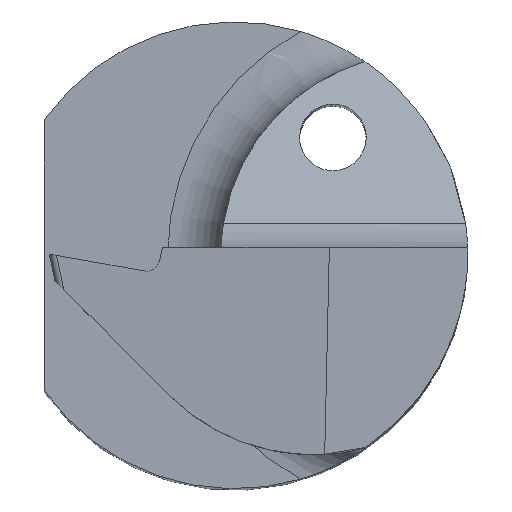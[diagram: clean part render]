
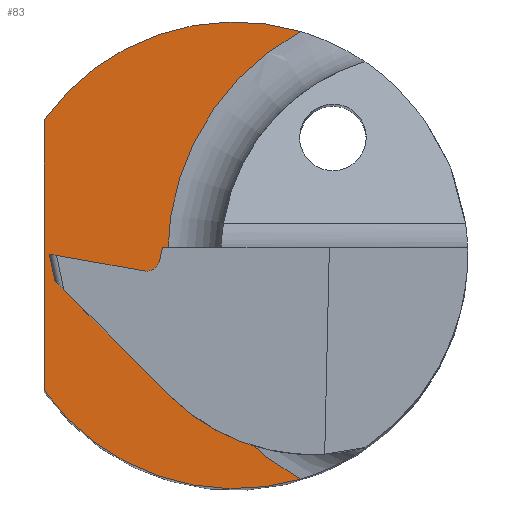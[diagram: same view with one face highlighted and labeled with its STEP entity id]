
A CAD part, top view. The second image highlights one B-rep face of the part: STEP entity #83.
In plain terms, the highlighted planar face has unit normal (0, 0, 1).
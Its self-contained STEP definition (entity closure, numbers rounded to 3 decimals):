
#44 = AXIS2_PLACEMENT_3D ( 'NONE', #320, #177, #368 ) ;
#61 = CIRCLE ( 'NONE', #250, 3.5 ) ;
#83 = ADVANCED_FACE ( 'NONE', ( #704 ), #338, .T. ) ;
#88 = AXIS2_PLACEMENT_3D ( 'NONE', #324, #406, #123 ) ;
#123 = DIRECTION ( 'NONE',  ( -1., 0., 0. ) ) ;
#177 = DIRECTION ( 'NONE',  ( 0., 0., -1. ) ) ;
#179 = CIRCLE ( 'NONE', #835, 3.827 ) ;
#199 = DIRECTION ( 'NONE',  ( -1., 0., 0. ) ) ;
#214 = LINE ( 'NONE', #668, #739 ) ;
#215 = CARTESIAN_POINT ( 'NONE',  ( 2.827, 0., 15. ) ) ;
#230 = CIRCLE ( 'NONE', #44, 3.5 ) ;
#245 = AXIS2_PLACEMENT_3D ( 'NONE', #783, #407, #199 ) ;
#250 = AXIS2_PLACEMENT_3D ( 'NONE', #667, #587, #968 ) ;
#281 = DIRECTION ( 'NONE',  ( -1., 0., 0. ) ) ;
#320 = CARTESIAN_POINT ( 'NONE',  ( 0., 0., 15. ) ) ;
#324 = CARTESIAN_POINT ( 'NONE',  ( 2.827, 0., 15. ) ) ;
#338 = PLANE ( 'NONE',  #245 ) ;
#368 = DIRECTION ( 'NONE',  ( -1., 0., 0. ) ) ;
#373 = VERTEX_POINT ( 'NONE', #381 ) ;
#381 = CARTESIAN_POINT ( 'NONE',  ( -2.85, -2.032, 15. ) ) ;
#406 = DIRECTION ( 'NONE',  ( 0., 0., 1. ) ) ;
#407 = DIRECTION ( 'NONE',  ( 0., 0., 1. ) ) ;
#414 = CARTESIAN_POINT ( 'NONE',  ( 0.99, -3.357, 15. ) ) ;
#432 = EDGE_CURVE ( 'NONE', #623, #373, #230, .T. ) ;
#451 = ORIENTED_EDGE ( 'NONE', *, *, #432, .F. ) ;
#457 = EDGE_CURVE ( 'NONE', #925, #937, #708, .T. ) ;
#484 = CARTESIAN_POINT ( 'NONE',  ( -2.85, 2.032, 15. ) ) ;
#516 = ORIENTED_EDGE ( 'NONE', *, *, #692, .F. ) ;
#582 = EDGE_CURVE ( 'NONE', #937, #623, #179, .T. ) ;
#587 = DIRECTION ( 'NONE',  ( 0., 0., -1. ) ) ;
#618 = EDGE_LOOP ( 'NONE', ( #516, #912, #451, #887, #705 ) ) ;
#623 = VERTEX_POINT ( 'NONE', #414 ) ;
#667 = CARTESIAN_POINT ( 'NONE',  ( 0., 0., 15. ) ) ;
#668 = CARTESIAN_POINT ( 'NONE',  ( -2.85, 2.032, 15. ) ) ;
#692 = EDGE_CURVE ( 'NONE', #829, #925, #61, .T. ) ;
#704 = FACE_OUTER_BOUND ( 'NONE', #618, .T. ) ;
#705 = ORIENTED_EDGE ( 'NONE', *, *, #457, .F. ) ;
#708 = CIRCLE ( 'NONE', #88, 3.827 ) ;
#739 = VECTOR ( 'NONE', #904, 1000. ) ;
#741 = CARTESIAN_POINT ( 'NONE',  ( 0.99, 3.357, 15. ) ) ;
#783 = CARTESIAN_POINT ( 'NONE',  ( 0.325, -0.054, 15. ) ) ;
#829 = VERTEX_POINT ( 'NONE', #484 ) ;
#835 = AXIS2_PLACEMENT_3D ( 'NONE', #215, #955, #281 ) ;
#883 = CARTESIAN_POINT ( 'NONE',  ( -1., 0., 15. ) ) ;
#887 = ORIENTED_EDGE ( 'NONE', *, *, #582, .F. ) ;
#904 = DIRECTION ( 'NONE',  ( 0., 1., 0. ) ) ;
#912 = ORIENTED_EDGE ( 'NONE', *, *, #924, .F. ) ;
#924 = EDGE_CURVE ( 'NONE', #373, #829, #214, .T. ) ;
#925 = VERTEX_POINT ( 'NONE', #741 ) ;
#937 = VERTEX_POINT ( 'NONE', #883 ) ;
#955 = DIRECTION ( 'NONE',  ( 0., 0., 1. ) ) ;
#968 = DIRECTION ( 'NONE',  ( -1., 0., 0. ) ) ;
